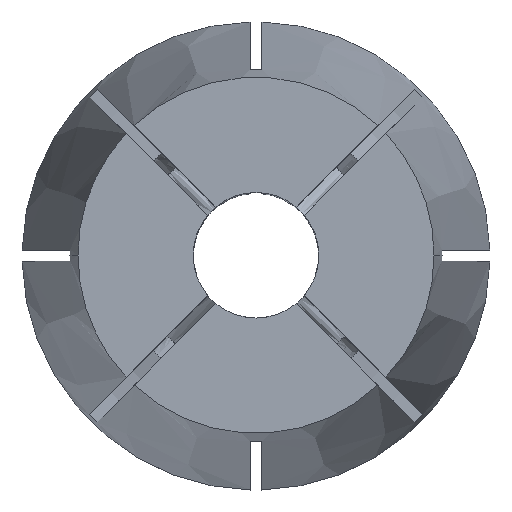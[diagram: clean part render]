
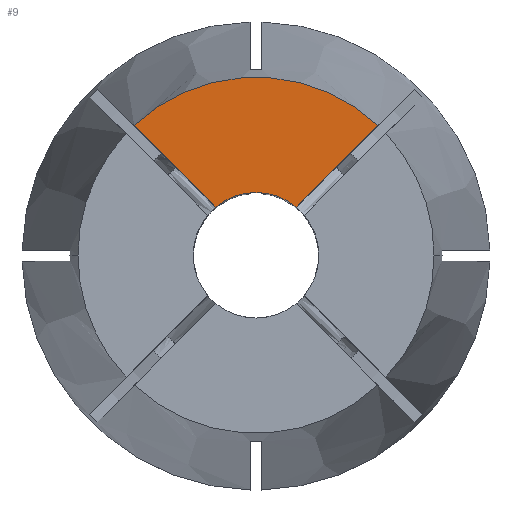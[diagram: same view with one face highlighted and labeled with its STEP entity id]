
A CAD part, top view. The second image highlights one B-rep face of the part: STEP entity #9.
In plain terms, the highlighted planar face has unit normal (0, 0, 1).
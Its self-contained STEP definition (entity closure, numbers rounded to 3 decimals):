
#9 = ADVANCED_FACE ( 'NONE', ( #1661 ), #377, .F. ) ;
#40 = DIRECTION ( 'NONE',  ( 1., 0., 0. ) ) ;
#46 = EDGE_CURVE ( 'NONE', #947, #2586, #2151, .T. ) ;
#370 = CIRCLE ( 'NONE', #693, 5.5 ) ;
#377 = PLANE ( 'NONE',  #2339 ) ;
#537 = ORIENTED_EDGE ( 'NONE', *, *, #46, .T. ) ;
#606 = DIRECTION ( 'NONE',  ( 0.707, -0.707, 0. ) ) ;
#693 = AXIS2_PLACEMENT_3D ( 'NONE', #2626, #2212, #2830 ) ;
#727 = DIRECTION ( 'NONE',  ( 0., 0., 1. ) ) ;
#764 = EDGE_CURVE ( 'NONE', #765, #2586, #370, .T. ) ;
#765 = VERTEX_POINT ( 'NONE', #797 ) ;
#797 = CARTESIAN_POINT ( 'NONE',  ( 3.519, 4.227, 0. ) ) ;
#816 = DIRECTION ( 'NONE',  ( -1., 0., 0. ) ) ;
#947 = VERTEX_POINT ( 'NONE', #1235 ) ;
#994 = VECTOR ( 'NONE', #1443, 1000. ) ;
#1021 = EDGE_LOOP ( 'NONE', ( #1268, #2855, #1695, #537 ) ) ;
#1235 = CARTESIAN_POINT ( 'NONE',  ( -10.668, 11.376, 0. ) ) ;
#1268 = ORIENTED_EDGE ( 'NONE', *, *, #764, .F. ) ;
#1270 = CARTESIAN_POINT ( 'NONE',  ( 0., 0., 0. ) ) ;
#1405 = CARTESIAN_POINT ( 'NONE',  ( 0., 0., 0. ) ) ;
#1443 = DIRECTION ( 'NONE',  ( 0.707, 0.707, 0. ) ) ;
#1514 = VECTOR ( 'NONE', #606, 1000. ) ;
#1622 = EDGE_CURVE ( 'NONE', #2269, #947, #1969, .T. ) ;
#1661 = FACE_OUTER_BOUND ( 'NONE', #1021, .T. ) ;
#1695 = ORIENTED_EDGE ( 'NONE', *, *, #1622, .T. ) ;
#1740 = DIRECTION ( 'NONE',  ( 0., 0., -1. ) ) ;
#1969 = CIRCLE ( 'NONE', #2725, 15.595 ) ;
#2081 = CARTESIAN_POINT ( 'NONE',  ( -0.354, 0.354, 0. ) ) ;
#2151 = LINE ( 'NONE', #2494, #1514 ) ;
#2155 = EDGE_CURVE ( 'NONE', #765, #2269, #2798, .T. ) ;
#2212 = DIRECTION ( 'NONE',  ( 0., 0., 1. ) ) ;
#2269 = VERTEX_POINT ( 'NONE', #2368 ) ;
#2339 = AXIS2_PLACEMENT_3D ( 'NONE', #1270, #1740, #816 ) ;
#2368 = CARTESIAN_POINT ( 'NONE',  ( 10.668, 11.376, 0. ) ) ;
#2398 = CARTESIAN_POINT ( 'NONE',  ( -3.519, 4.227, 0. ) ) ;
#2494 = CARTESIAN_POINT ( 'NONE',  ( 0.354, 0.354, 0. ) ) ;
#2586 = VERTEX_POINT ( 'NONE', #2398 ) ;
#2626 = CARTESIAN_POINT ( 'NONE',  ( 0., 0., 0. ) ) ;
#2725 = AXIS2_PLACEMENT_3D ( 'NONE', #1405, #727, #40 ) ;
#2798 = LINE ( 'NONE', #2081, #994 ) ;
#2830 = DIRECTION ( 'NONE',  ( 1., 0., 0. ) ) ;
#2855 = ORIENTED_EDGE ( 'NONE', *, *, #2155, .T. ) ;
